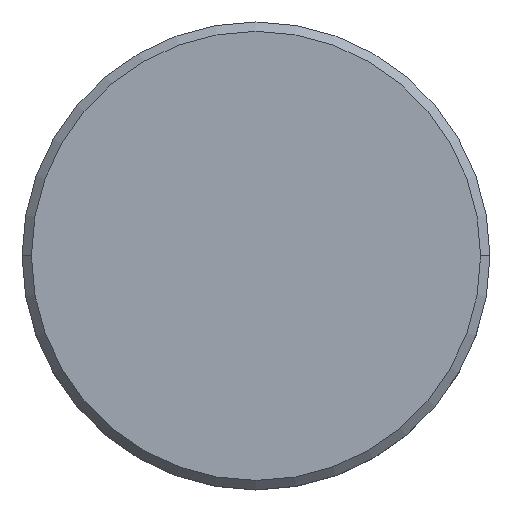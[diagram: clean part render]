
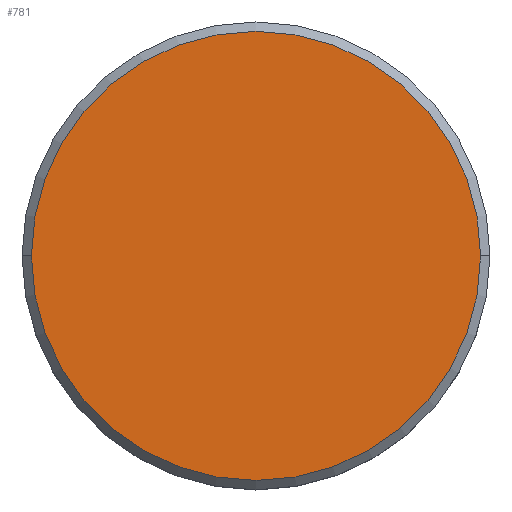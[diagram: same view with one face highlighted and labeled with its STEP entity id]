
A CAD part, top view. The second image highlights one B-rep face of the part: STEP entity #781.
In plain terms, the highlighted planar face has unit normal (0, 0, 1).
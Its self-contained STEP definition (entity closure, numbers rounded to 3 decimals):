
#21 = EDGE_LOOP ( 'NONE', ( #492, #1129 ) ) ;
#153 = CARTESIAN_POINT ( 'NONE',  ( 0., 0., 0. ) ) ;
#164 = EDGE_CURVE ( 'NONE', #1128, #1031, #475, .T. ) ;
#315 = DIRECTION ( 'NONE',  ( 1., 0., 0. ) ) ;
#416 = FACE_OUTER_BOUND ( 'NONE', #21, .T. ) ;
#428 = DIRECTION ( 'NONE',  ( 0., 0., 1. ) ) ;
#436 = AXIS2_PLACEMENT_3D ( 'NONE', #570, #428, #315 ) ;
#475 = CIRCLE ( 'NONE', #436, 12. ) ;
#487 = DIRECTION ( 'NONE',  ( 0., 0., 1. ) ) ;
#492 = ORIENTED_EDGE ( 'NONE', *, *, #164, .T. ) ;
#527 = DIRECTION ( 'NONE',  ( 0., 0., 1. ) ) ;
#544 = EDGE_CURVE ( 'NONE', #1031, #1128, #951, .T. ) ;
#570 = CARTESIAN_POINT ( 'NONE',  ( 0., 0., 0. ) ) ;
#645 = AXIS2_PLACEMENT_3D ( 'NONE', #841, #487, #836 ) ;
#646 = AXIS2_PLACEMENT_3D ( 'NONE', #153, #527, #967 ) ;
#781 = ADVANCED_FACE ( 'NONE', ( #416 ), #975, .T. ) ;
#836 = DIRECTION ( 'NONE',  ( 1., 0., 0. ) ) ;
#841 = CARTESIAN_POINT ( 'NONE',  ( 0., 0., 0. ) ) ;
#951 = CIRCLE ( 'NONE', #645, 12. ) ;
#967 = DIRECTION ( 'NONE',  ( 1., 0., 0. ) ) ;
#975 = PLANE ( 'NONE',  #646 ) ;
#1015 = CARTESIAN_POINT ( 'NONE',  ( -12., 0., 0. ) ) ;
#1031 = VERTEX_POINT ( 'NONE', #1085 ) ;
#1085 = CARTESIAN_POINT ( 'NONE',  ( 12., 0., 0. ) ) ;
#1128 = VERTEX_POINT ( 'NONE', #1015 ) ;
#1129 = ORIENTED_EDGE ( 'NONE', *, *, #544, .T. ) ;
